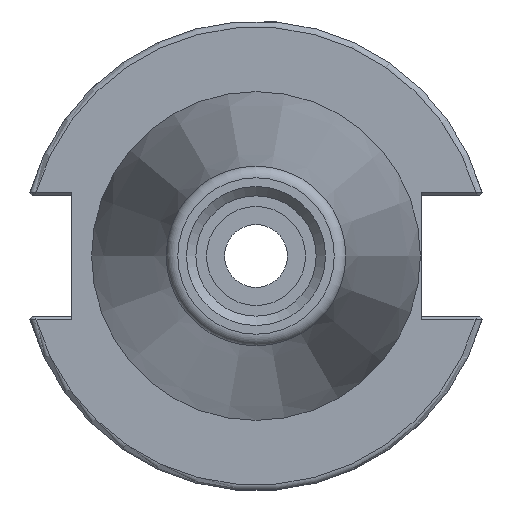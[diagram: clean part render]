
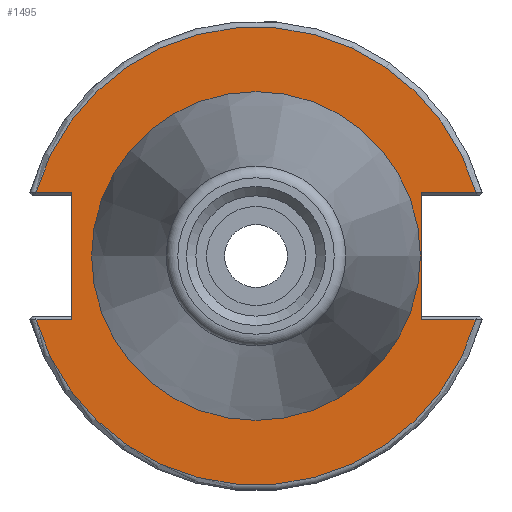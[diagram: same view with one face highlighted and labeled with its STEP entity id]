
A CAD part, left-side view. The second image highlights one B-rep face of the part: STEP entity #1495.
In plain terms, the highlighted planar face has unit normal (-1, 0, 0).
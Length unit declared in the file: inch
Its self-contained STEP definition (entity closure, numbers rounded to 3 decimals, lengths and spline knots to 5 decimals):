
#121=LINE('',#2158,#240);
#122=LINE('',#2160,#241);
#123=LINE('',#2164,#242);
#124=LINE('',#2166,#243);
#125=LINE('',#2168,#244);
#126=LINE('',#2171,#245);
#240=VECTOR('',#1813,0.12159);
#241=VECTOR('',#1814,0.29091);
#242=VECTOR('',#1817,0.19091);
#243=VECTOR('',#1818,0.67625);
#244=VECTOR('',#1819,0.19091);
#245=VECTOR('',#1822,0.29091);
#432=FACE_BOUND('',#537,.T.);
#448=FACE_OUTER_BOUND('',#536,.T.);
#536=EDGE_LOOP('',(#1061,#1062,#1063,#1064,#1065,#1066,#1067,#1068));
#537=EDGE_LOOP('',(#1069));
#631=CIRCLE('',#1644,0.86);
#632=CIRCLE('',#1646,1.21875);
#633=CIRCLE('',#1647,1.21875);
#674=VERTEX_POINT('',#2152);
#675=VERTEX_POINT('',#2156);
#676=VERTEX_POINT('',#2157);
#677=VERTEX_POINT('',#2159);
#678=VERTEX_POINT('',#2161);
#679=VERTEX_POINT('',#2163);
#680=VERTEX_POINT('',#2165);
#681=VERTEX_POINT('',#2167);
#682=VERTEX_POINT('',#2169);
#822=EDGE_CURVE('',#674,#674,#631,.T.);
#823=EDGE_CURVE('',#675,#676,#121,.T.);
#824=EDGE_CURVE('',#676,#677,#122,.T.);
#825=EDGE_CURVE('',#678,#677,#632,.T.);
#826=EDGE_CURVE('',#679,#678,#123,.T.);
#827=EDGE_CURVE('',#680,#679,#124,.T.);
#828=EDGE_CURVE('',#681,#680,#125,.T.);
#829=EDGE_CURVE('',#682,#681,#633,.T.);
#830=EDGE_CURVE('',#682,#675,#126,.T.);
#1061=ORIENTED_EDGE('',*,*,#823,.T.);
#1062=ORIENTED_EDGE('',*,*,#824,.T.);
#1063=ORIENTED_EDGE('',*,*,#825,.F.);
#1064=ORIENTED_EDGE('',*,*,#826,.F.);
#1065=ORIENTED_EDGE('',*,*,#827,.F.);
#1066=ORIENTED_EDGE('',*,*,#828,.F.);
#1067=ORIENTED_EDGE('',*,*,#829,.F.);
#1068=ORIENTED_EDGE('',*,*,#830,.T.);
#1069=ORIENTED_EDGE('',*,*,#822,.F.);
#1454=PLANE('',#1645);
#1495=ADVANCED_FACE('',(#448,#432),#1454,.T.);
#1644=AXIS2_PLACEMENT_3D('',#2154,#1809,#1810);
#1645=AXIS2_PLACEMENT_3D('',#2155,#1811,#1812);
#1646=AXIS2_PLACEMENT_3D('',#2162,#1815,#1816);
#1647=AXIS2_PLACEMENT_3D('',#2170,#1820,#1821);
#1809=DIRECTION('center_axis',(-1.,0.,0.));
#1810=DIRECTION('ref_axis',(0.,0.,1.));
#1811=DIRECTION('center_axis',(-1.,0.,0.));
#1812=DIRECTION('ref_axis',(0.,0.,1.));
#1813=DIRECTION('',(0.,0.,1.));
#1814=DIRECTION('',(0.,-1.,0.));
#1815=DIRECTION('center_axis',(1.,0.,0.));
#1816=DIRECTION('ref_axis',(0.,0.,1.));
#1817=DIRECTION('',(0.,1.,0.));
#1818=DIRECTION('',(0.,0.,1.));
#1819=DIRECTION('',(0.,-1.,0.));
#1820=DIRECTION('center_axis',(1.,0.,0.));
#1821=DIRECTION('ref_axis',(0.,0.,-1.));
#1822=DIRECTION('',(0.,1.,0.));
#2152=CARTESIAN_POINT('',(0.125,0.,-0.86));
#2154=CARTESIAN_POINT('Origin',(0.125,0.,0.));
#2155=CARTESIAN_POINT('Origin',(0.125,-0.875,0.));
#2156=CARTESIAN_POINT('',(0.125,-0.88,-0.33813));
#2157=CARTESIAN_POINT('',(0.125,-0.88,0.33813));
#2158=CARTESIAN_POINT('',(0.125,-0.88,0.));
#2159=CARTESIAN_POINT('',(0.125,-1.17091,0.33813));
#2160=CARTESIAN_POINT('',(0.125,-0.9025,0.33813));
#2161=CARTESIAN_POINT('',(0.125,1.17091,0.33813));
#2162=CARTESIAN_POINT('Origin',(0.125,0.,0.));
#2163=CARTESIAN_POINT('',(0.125,0.98,0.33813));
#2164=CARTESIAN_POINT('',(0.125,0.0275,0.33813));
#2165=CARTESIAN_POINT('',(0.125,0.98,-0.33813));
#2166=CARTESIAN_POINT('',(0.125,0.98,-0.33813));
#2167=CARTESIAN_POINT('',(0.125,1.17091,-0.33813));
#2168=CARTESIAN_POINT('',(0.125,0.2775,-0.33813));
#2169=CARTESIAN_POINT('',(0.125,-1.17091,-0.33813));
#2170=CARTESIAN_POINT('Origin',(0.125,0.,0.));
#2171=CARTESIAN_POINT('',(0.125,-0.9025,-0.33813));
